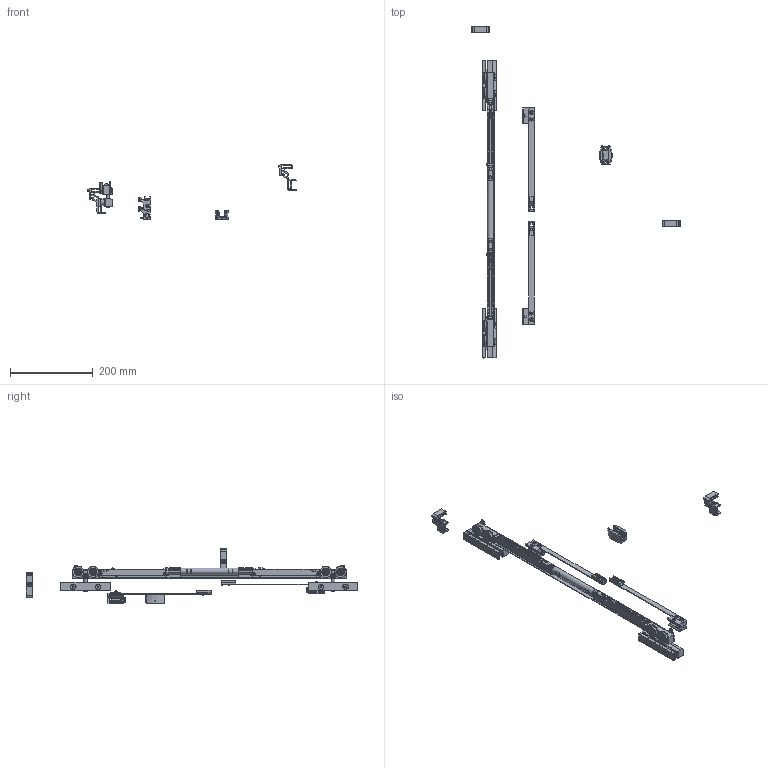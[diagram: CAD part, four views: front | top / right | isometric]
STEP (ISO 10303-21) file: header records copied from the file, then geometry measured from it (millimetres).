
FILE_DESCRIPTION(/* description */ (''),/* implementation_level */ '2;1');
FILE_NAME(/* name */ 'GB5000.stp',/* time_stamp */ '2019-08-05T15:46:57+02:00',/* author */ ('Michel'),/* organization */ (''),/* preprocessor_version */ 'ST-DEVELOPER v17.2',/* originating_system */ 'Autodesk Inventor 2019',/* authorisation */ '');
FILE_SCHEMA (('AUTOMOTIVE_DESIGN { 1 0 10303 214 3 1 1 }'));
Products named in the file (42): GB5000; 23301; 23303; 23320; 23358; 23323; 23307; 23308; 23307_1; 23308_1; 23324; 21476; GALB28GD; 09259; DIN 625 SKF - SKF 635-Z; 21470; 23326; 23325; 23327; 23328; 23329; 23330; 23330-ecrou; 23330-vis; 23333; 23334; 23332; 09257; 23309; 23310; 23340; 23341; 23342; 23339; 23343; 04044; 23344-modifié; 23335; 04674; 1112-4 ...
Assembly tree (82 placements, depth 7):
  GB5000
    23301
      23303
        23320
        23358
        23323  x4
      23307
        23308
          23324
          21476  x2
          GALB28GD  x2
            09259
              DIN 625 SKF - SKF 635-Z
            21470
          23326
          23325
          23327
        23328
        23329
        23330
          23330-ecrou
          23330-vis
        23334  x2
        23333  x2
        23332
        09257  x2
      04674  x2
      23307_1
        23308_1
          23324
          21476  x2
          GALB28GD  x2
            09259
              DIN 625 SKF - SKF 635-Z
            21470
          23326
          23325
          23327
        23328
        23329
        23330
          23330-ecrou
          23330-vis
        23334  x2
        23333  x2
        23332
        09257  x2
    23309
      23340
      23341
      04674  x2
      23342
      23339
      23343
      04044
    23310
      23340
      23341
      04674  x2
      23342
Bounding box: 505.11 x 804.41 x 132.55 mm (x, y, z)
Volume: 394768.5 mm3; surface area: 272911.3 mm2
Topology: 74 solids, 74 shells, 3723 faces, 10609 edges, 7123 vertices
Faces by surface type: plane 1843, cylinder 1054, bspline 440, cone 208, torus 158, sphere 20
Full cylindrical faces by diameter (mm): 1 x2, 2.2 x8, 2.5 x4, 2.55 x4, 2.8 x2, 3 x2, 3.1 x2, 3.2 x2, 3.3 x6, 3.4 x4, 3.5 x4, 3.9 x2, 4.14 x4, 4.15 x4, 4.2 x12, 5 x94, 5.01 x4, 5.2 x4, 5.4 x2, 5.5 x1, 5.8 x10, 6 x14, 6.2 x6, 6.647 x2, 6.75 x2, 6.8 x6, 6.95 x2, 7 x8, 7.2 x6, 7.3 x2
Entity records: 80290 total; most frequent: CARTESIAN_POINT 22298, ORIENTED_EDGE 12332, DIRECTION 11090, EDGE_CURVE 6166, VERTEX_POINT 4128, AXIS2_PLACEMENT_3D 3786, LINE 3518, VECTOR 3518
